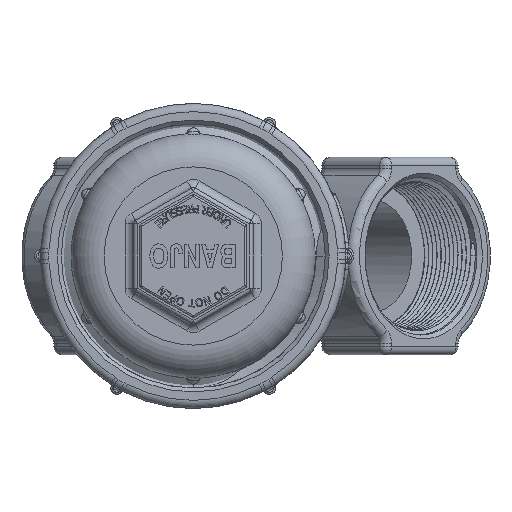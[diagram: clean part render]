
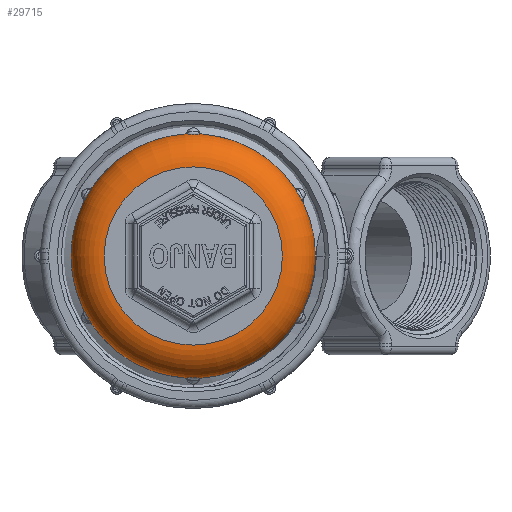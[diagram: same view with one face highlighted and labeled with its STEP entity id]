
A CAD part, front view. The second image highlights one B-rep face of the part: STEP entity #29715.
In plain terms, the highlighted toroidal (fillet/blend) face has major radius 34.319 mm and minor radius 12.7 mm.
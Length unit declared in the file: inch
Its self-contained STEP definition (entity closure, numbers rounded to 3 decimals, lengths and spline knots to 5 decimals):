
#243=TOROIDAL_SURFACE('',#32397,1.35115,0.5);
#2993=FACE_OUTER_BOUND('',#4793,.T.);
#4793=EDGE_LOOP('',(#23390,#23391,#23392,#23393,#23394,#23395,#23396,#23397,
#23398,#23399,#23400,#23401,#23402,#23403,#23404,#23405,#23406));
#6272=CIRCLE('',#32123,1.85115);
#6273=CIRCLE('',#32124,1.85115);
#6274=CIRCLE('',#32125,1.85115);
#6275=CIRCLE('',#32126,1.85115);
#6276=CIRCLE('',#32127,1.85115);
#6277=CIRCLE('',#32128,1.85115);
#6278=CIRCLE('',#32129,1.85115);
#6307=CIRCLE('',#32178,1.35115);
#6425=CIRCLE('',#32398,0.5);
#7074=B_SPLINE_CURVE_WITH_KNOTS('',3,(#57620,#57621,#57622,#57623,#57624,
#57625,#57626),.UNSPECIFIED.,.F.,.F.,(4,1,1,1,4),(-3.08979,-2.87316,
-2.76485,-2.54822,-2.33159),.UNSPECIFIED.);
#7077=B_SPLINE_CURVE_WITH_KNOTS('',3,(#57716,#57717,#57718,#57719,#57720,
#57721,#57722),.UNSPECIFIED.,.F.,.F.,(4,1,1,1,4),(-3.08979,-2.87316,
-2.76485,-2.54822,-2.33159),.UNSPECIFIED.);
#7078=B_SPLINE_CURVE_WITH_KNOTS('',3,(#57724,#57725,#57726,#57727,#57728),
 .UNSPECIFIED.,.F.,.F.,(4,1,4),(-0.37913,-0.21663,0.),
 .UNSPECIFIED.);
#7079=B_SPLINE_CURVE_WITH_KNOTS('',3,(#57730,#57731,#57732,#57733,#57734,
#57735),.UNSPECIFIED.,.F.,.F.,(4,1,1,4),(-0.75821,-0.54158,
-0.43326,-0.37913),.UNSPECIFIED.);
#7080=B_SPLINE_CURVE_WITH_KNOTS('',3,(#57736,#57737,#57738,#57739,#57740,
#57741,#57742),.UNSPECIFIED.,.F.,.F.,(4,1,1,1,4),(-0.75821,-0.54158,
-0.32495,-0.10832,0.),.UNSPECIFIED.);
#7081=B_SPLINE_CURVE_WITH_KNOTS('',3,(#57743,#57744,#57745,#57746,#57747,
#57748,#57749),.UNSPECIFIED.,.F.,.F.,(4,1,1,1,4),(-0.75821,-0.54158,
-0.32495,-0.10832,0.),
 .UNSPECIFIED.);
#7082=B_SPLINE_CURVE_WITH_KNOTS('',3,(#57750,#57751,#57752,#57753,#57754,
#57755,#57756),.UNSPECIFIED.,.F.,.F.,(4,1,1,1,4),(-3.08979,-2.87316,
-2.76485,-2.54822,-2.33159),.UNSPECIFIED.);
#13391=VERTEX_POINT('',#56354);
#13392=VERTEX_POINT('',#56356);
#13397=VERTEX_POINT('',#56377);
#13398=VERTEX_POINT('',#56382);
#13403=VERTEX_POINT('',#56402);
#13404=VERTEX_POINT('',#56407);
#13409=VERTEX_POINT('',#56427);
#13410=VERTEX_POINT('',#56432);
#13415=VERTEX_POINT('',#56452);
#13416=VERTEX_POINT('',#56457);
#13421=VERTEX_POINT('',#56477);
#13422=VERTEX_POINT('',#56482);
#13427=VERTEX_POINT('',#56503);
#13471=VERTEX_POINT('',#56785);
#13601=VERTEX_POINT('',#57723);
#16833=EDGE_CURVE('',#13391,#13392,#6272,.T.);
#16839=EDGE_CURVE('',#13397,#13398,#6273,.T.);
#16845=EDGE_CURVE('',#13403,#13404,#6274,.T.);
#16851=EDGE_CURVE('',#13409,#13410,#6275,.T.);
#16857=EDGE_CURVE('',#13415,#13416,#6276,.T.);
#16863=EDGE_CURVE('',#13422,#13421,#6277,.F.);
#16869=EDGE_CURVE('',#13427,#13391,#6278,.T.);
#16933=EDGE_CURVE('',#13471,#13471,#6307,.T.);
#17164=EDGE_CURVE('',#13410,#13415,#7074,.T.);
#17169=EDGE_CURVE('',#13404,#13409,#7077,.T.);
#17170=EDGE_CURVE('',#13601,#13403,#7078,.T.);
#17171=EDGE_CURVE('',#13601,#13471,#6425,.T.);
#17172=EDGE_CURVE('',#13398,#13601,#7079,.T.);
#17173=EDGE_CURVE('',#13392,#13397,#7080,.T.);
#17174=EDGE_CURVE('',#13422,#13427,#7081,.T.);
#17175=EDGE_CURVE('',#13416,#13421,#7082,.T.);
#23390=ORIENTED_EDGE('',*,*,#17164,.F.);
#23391=ORIENTED_EDGE('',*,*,#16851,.F.);
#23392=ORIENTED_EDGE('',*,*,#17169,.F.);
#23393=ORIENTED_EDGE('',*,*,#16845,.F.);
#23394=ORIENTED_EDGE('',*,*,#17170,.F.);
#23395=ORIENTED_EDGE('',*,*,#17171,.T.);
#23396=ORIENTED_EDGE('',*,*,#16933,.T.);
#23397=ORIENTED_EDGE('',*,*,#17171,.F.);
#23398=ORIENTED_EDGE('',*,*,#17172,.F.);
#23399=ORIENTED_EDGE('',*,*,#16839,.F.);
#23400=ORIENTED_EDGE('',*,*,#17173,.F.);
#23401=ORIENTED_EDGE('',*,*,#16833,.F.);
#23402=ORIENTED_EDGE('',*,*,#16869,.F.);
#23403=ORIENTED_EDGE('',*,*,#17174,.F.);
#23404=ORIENTED_EDGE('',*,*,#16863,.T.);
#23405=ORIENTED_EDGE('',*,*,#17175,.F.);
#23406=ORIENTED_EDGE('',*,*,#16857,.F.);
#29715=ADVANCED_FACE('',(#2993),#243,.T.);
#32123=AXIS2_PLACEMENT_3D('',#56357,#36102,#36103);
#32124=AXIS2_PLACEMENT_3D('',#56383,#36106,#36107);
#32125=AXIS2_PLACEMENT_3D('',#56408,#36110,#36111);
#32126=AXIS2_PLACEMENT_3D('',#56433,#36114,#36115);
#32127=AXIS2_PLACEMENT_3D('',#56458,#36118,#36119);
#32128=AXIS2_PLACEMENT_3D('',#56483,#36122,#36123);
#32129=AXIS2_PLACEMENT_3D('',#56508,#36126,#36127);
#32178=AXIS2_PLACEMENT_3D('',#56786,#36250,#36251);
#32397=AXIS2_PLACEMENT_3D('',#57715,#36777,#36778);
#32398=AXIS2_PLACEMENT_3D('',#57729,#36779,#36780);
#36102=DIRECTION('center_axis',(0.,1.,0.));
#36103=DIRECTION('ref_axis',(-1.,0.,0.));
#36106=DIRECTION('center_axis',(0.,1.,0.));
#36107=DIRECTION('ref_axis',(-1.,0.,0.));
#36110=DIRECTION('center_axis',(0.,1.,0.));
#36111=DIRECTION('ref_axis',(-1.,0.,0.));
#36114=DIRECTION('center_axis',(0.,1.,0.));
#36115=DIRECTION('ref_axis',(-1.,0.,0.));
#36118=DIRECTION('center_axis',(0.,1.,0.));
#36119=DIRECTION('ref_axis',(-1.,0.,0.));
#36122=DIRECTION('center_axis',(0.,1.,0.));
#36123=DIRECTION('ref_axis',(-1.,0.,0.));
#36126=DIRECTION('center_axis',(0.,1.,0.));
#36127=DIRECTION('ref_axis',(-1.,0.,0.));
#36250=DIRECTION('center_axis',(0.,1.,0.));
#36251=DIRECTION('ref_axis',(-1.,0.,0.));
#36777=DIRECTION('center_axis',(0.,1.,0.));
#36778=DIRECTION('ref_axis',(0.,0.,1.));
#36779=DIRECTION('center_axis',(-1.,0.,0.));
#36780=DIRECTION('ref_axis',(0.,0.,-1.));
#56354=CARTESIAN_POINT('',(1.85115,-2.92,0.));
#56356=CARTESIAN_POINT('',(1.66,-2.92,-0.81925));
#56357=CARTESIAN_POINT('Origin',(0.,-2.92,0.));
#56377=CARTESIAN_POINT('',(1.53949,-2.92,-1.02798));
#56382=CARTESIAN_POINT('',(0.12051,-2.92,-1.84722));
#56383=CARTESIAN_POINT('Origin',(0.,-2.92,0.));
#56402=CARTESIAN_POINT('',(-0.12051,-2.92,-1.84722));
#56407=CARTESIAN_POINT('',(-1.53949,-2.92,-1.02798));
#56408=CARTESIAN_POINT('Origin',(0.,-2.92,0.));
#56427=CARTESIAN_POINT('',(-1.66,-2.92,-0.81925));
#56432=CARTESIAN_POINT('',(-1.66,-2.92,0.81925));
#56433=CARTESIAN_POINT('Origin',(0.,-2.92,0.));
#56452=CARTESIAN_POINT('',(-1.53949,-2.92,1.02798));
#56457=CARTESIAN_POINT('',(-0.12051,-2.92,1.84722));
#56458=CARTESIAN_POINT('Origin',(0.,-2.92,0.));
#56477=CARTESIAN_POINT('',(0.12051,-2.92,1.84722));
#56482=CARTESIAN_POINT('',(1.53949,-2.92,1.02798));
#56483=CARTESIAN_POINT('Origin',(0.,-2.92,0.));
#56503=CARTESIAN_POINT('',(1.66,-2.92,0.81925));
#56508=CARTESIAN_POINT('Origin',(0.,-2.92,0.));
#56785=CARTESIAN_POINT('',(0.,-3.42,-1.35115));
#56786=CARTESIAN_POINT('Origin',(0.,-3.42,0.));
#57620=CARTESIAN_POINT('Ctrl Pts',(-1.66,-2.92,
0.81925));
#57621=CARTESIAN_POINT('Ctrl Pts',(-1.65372,-2.94189,
0.83197));
#57622=CARTESIAN_POINT('Ctrl Pts',(-1.63734,-2.96891,
0.85955));
#57623=CARTESIAN_POINT('Ctrl Pts',(-1.60325,-2.98727,0.91692));
#57624=CARTESIAN_POINT('Ctrl Pts',(-1.5682,-2.97796,
0.97884));
#57625=CARTESIAN_POINT('Ctrl Pts',(-1.54733,-2.94179,
1.01623));
#57626=CARTESIAN_POINT('Ctrl Pts',(-1.53949,-2.92,1.02798));
#57715=CARTESIAN_POINT('Origin',(0.,-2.92,0.));
#57716=CARTESIAN_POINT('Ctrl Pts',(-1.53949,-2.92,
-1.02798));
#57717=CARTESIAN_POINT('Ctrl Pts',(-1.54736,-2.94189,
-1.01618));
#57718=CARTESIAN_POINT('Ctrl Pts',(-1.56306,-2.96891,-0.98821));
#57719=CARTESIAN_POINT('Ctrl Pts',(-1.5957,-2.98727,
-0.92999));
#57720=CARTESIAN_POINT('Ctrl Pts',(-1.6318,-2.97796,
-0.86868));
#57721=CARTESIAN_POINT('Ctrl Pts',(-1.65375,-2.94179,
-0.83191));
#57722=CARTESIAN_POINT('Ctrl Pts',(-1.66,-2.92,-0.81925));
#57723=CARTESIAN_POINT('',(0.,-2.98314,-1.84714));
#57724=CARTESIAN_POINT('Ctrl Pts',(0.,-2.98311,
-1.84714));
#57725=CARTESIAN_POINT('Ctrl Pts',(-0.02069,-2.9831,
-1.84716));
#57726=CARTESIAN_POINT('Ctrl Pts',(-0.06895,-2.97344,
-1.8476));
#57727=CARTESIAN_POINT('Ctrl Pts',(-0.10642,-2.94179,
-1.84814));
#57728=CARTESIAN_POINT('Ctrl Pts',(-0.12051,-2.92,-1.84722));
#57729=CARTESIAN_POINT('Origin',(0.,-2.92,-1.35115));
#57730=CARTESIAN_POINT('Ctrl Pts',(0.12051,-2.92,
-1.84722));
#57731=CARTESIAN_POINT('Ctrl Pts',(0.10635,-2.94189,
-1.84815));
#57732=CARTESIAN_POINT('Ctrl Pts',(0.07428,-2.96891,
-1.84775));
#57733=CARTESIAN_POINT('Ctrl Pts',(0.02757,-2.98176,
-1.84717));
#57734=CARTESIAN_POINT('Ctrl Pts',(0.00689,-2.98312,
-1.84713));
#57735=CARTESIAN_POINT('Ctrl Pts',(0.,-2.98311,
-1.84714));
#57736=CARTESIAN_POINT('Ctrl Pts',(1.66,-2.92,-0.81925));
#57737=CARTESIAN_POINT('Ctrl Pts',(1.65372,-2.94189,-0.83197));
#57738=CARTESIAN_POINT('Ctrl Pts',(1.63181,-2.97795,-0.86868));
#57739=CARTESIAN_POINT('Ctrl Pts',(1.58843,-2.98933,-0.9423));
#57740=CARTESIAN_POINT('Ctrl Pts',(1.55708,-2.96131,-0.99937));
#57741=CARTESIAN_POINT('Ctrl Pts',(1.54341,-2.9309,-1.0221));
#57742=CARTESIAN_POINT('Ctrl Pts',(1.53949,-2.92,-1.02798));
#57743=CARTESIAN_POINT('Ctrl Pts',(1.53949,-2.92,1.02798));
#57744=CARTESIAN_POINT('Ctrl Pts',(1.54736,-2.94189,1.01618));
#57745=CARTESIAN_POINT('Ctrl Pts',(1.5682,-2.97795,0.97885));
#57746=CARTESIAN_POINT('Ctrl Pts',(1.61027,-2.98933,0.90447));
#57747=CARTESIAN_POINT('Ctrl Pts',(1.64402,-2.96131,0.84879));
#57748=CARTESIAN_POINT('Ctrl Pts',(1.65687,-2.9309,0.82558));
#57749=CARTESIAN_POINT('Ctrl Pts',(1.66,-2.92,0.81925));
#57750=CARTESIAN_POINT('Ctrl Pts',(-0.12051,-2.92,
1.84722));
#57751=CARTESIAN_POINT('Ctrl Pts',(-0.10635,-2.94189,
1.84815));
#57752=CARTESIAN_POINT('Ctrl Pts',(-0.07428,-2.96891,
1.84775));
#57753=CARTESIAN_POINT('Ctrl Pts',(-0.00755,-2.98727,
1.84691));
#57754=CARTESIAN_POINT('Ctrl Pts',(0.0636,-2.97796,
1.84752));
#57755=CARTESIAN_POINT('Ctrl Pts',(0.10642,-2.94179,
1.84814));
#57756=CARTESIAN_POINT('Ctrl Pts',(0.12051,-2.92,
1.84722));
